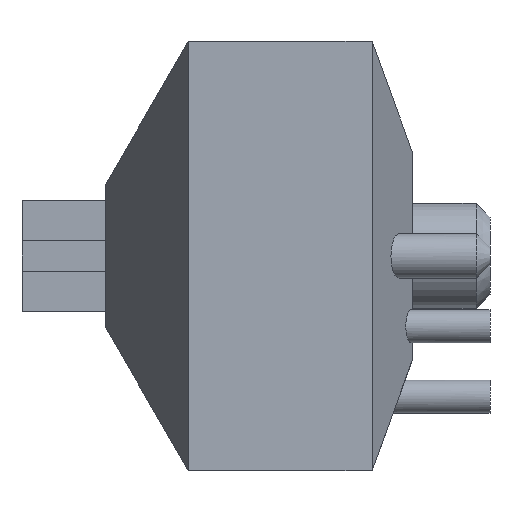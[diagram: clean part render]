
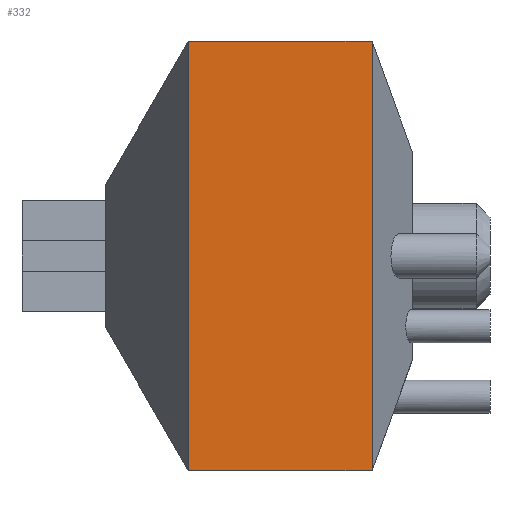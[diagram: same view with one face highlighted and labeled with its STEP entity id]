
A CAD part, left-side view. The second image highlights one B-rep face of the part: STEP entity #332.
In plain terms, the highlighted planar face has unit normal (-1, 0, 0).
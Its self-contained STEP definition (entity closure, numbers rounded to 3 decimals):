
#18 = VERTEX_POINT ( 'NONE', #448 ) ;
#59 = EDGE_CURVE ( 'NONE', #18, #712, #785, .T. ) ;
#65 = DIRECTION ( 'NONE',  ( 0., -1., 0. ) ) ;
#130 = CARTESIAN_POINT ( 'NONE',  ( -7.747, 8.1, -7.747 ) ) ;
#133 = DIRECTION ( 'NONE',  ( 0., -1., 0. ) ) ;
#159 = VERTEX_POINT ( 'NONE', #483 ) ;
#175 = ORIENTED_EDGE ( 'NONE', *, *, #1148, .F. ) ;
#235 = CARTESIAN_POINT ( 'NONE',  ( -7.747, 11.1, 7.747 ) ) ;
#276 = LINE ( 'NONE', #364, #567 ) ;
#332 = ADVANCED_FACE ( 'NONE', ( #770 ), #886, .F. ) ;
#364 = CARTESIAN_POINT ( 'NONE',  ( -7.747, 11.1, -7.747 ) ) ;
#413 = EDGE_CURVE ( 'NONE', #159, #424, #1207, .T. ) ;
#424 = VERTEX_POINT ( 'NONE', #130 ) ;
#445 = CARTESIAN_POINT ( 'NONE',  ( -7.747, 11.1, 7.747 ) ) ;
#448 = CARTESIAN_POINT ( 'NONE',  ( -7.747, 1.456, -7.747 ) ) ;
#483 = CARTESIAN_POINT ( 'NONE',  ( -7.747, 8.1, 7.747 ) ) ;
#518 = ORIENTED_EDGE ( 'NONE', *, *, #529, .T. ) ;
#529 = EDGE_CURVE ( 'NONE', #424, #18, #276, .T. ) ;
#559 = DIRECTION ( 'NONE',  ( 0., 0., 1. ) ) ;
#567 = VECTOR ( 'NONE', #65, 1000. ) ;
#674 = CARTESIAN_POINT ( 'NONE',  ( -7.747, 8.1, -7.747 ) ) ;
#683 = DIRECTION ( 'NONE',  ( 0., 0., -1. ) ) ;
#712 = VERTEX_POINT ( 'NONE', #870 ) ;
#770 = FACE_OUTER_BOUND ( 'NONE', #970, .T. ) ;
#785 = LINE ( 'NONE', #1313, #957 ) ;
#815 = ORIENTED_EDGE ( 'NONE', *, *, #413, .T. ) ;
#870 = CARTESIAN_POINT ( 'NONE',  ( -7.747, 1.456, 7.747 ) ) ;
#886 = PLANE ( 'NONE',  #1300 ) ;
#894 = VECTOR ( 'NONE', #983, 1000. ) ;
#957 = VECTOR ( 'NONE', #559, 1000. ) ;
#970 = EDGE_LOOP ( 'NONE', ( #518, #977, #175, #815 ) ) ;
#977 = ORIENTED_EDGE ( 'NONE', *, *, #59, .T. ) ;
#983 = DIRECTION ( 'NONE',  ( 0., 0., -1. ) ) ;
#1071 = LINE ( 'NONE', #235, #1295 ) ;
#1088 = DIRECTION ( 'NONE',  ( 1., 0., 0. ) ) ;
#1148 = EDGE_CURVE ( 'NONE', #159, #712, #1071, .T. ) ;
#1207 = LINE ( 'NONE', #674, #894 ) ;
#1295 = VECTOR ( 'NONE', #133, 1000. ) ;
#1300 = AXIS2_PLACEMENT_3D ( 'NONE', #445, #1088, #683 ) ;
#1313 = CARTESIAN_POINT ( 'NONE',  ( -7.747, 1.456, 7.747 ) ) ;
